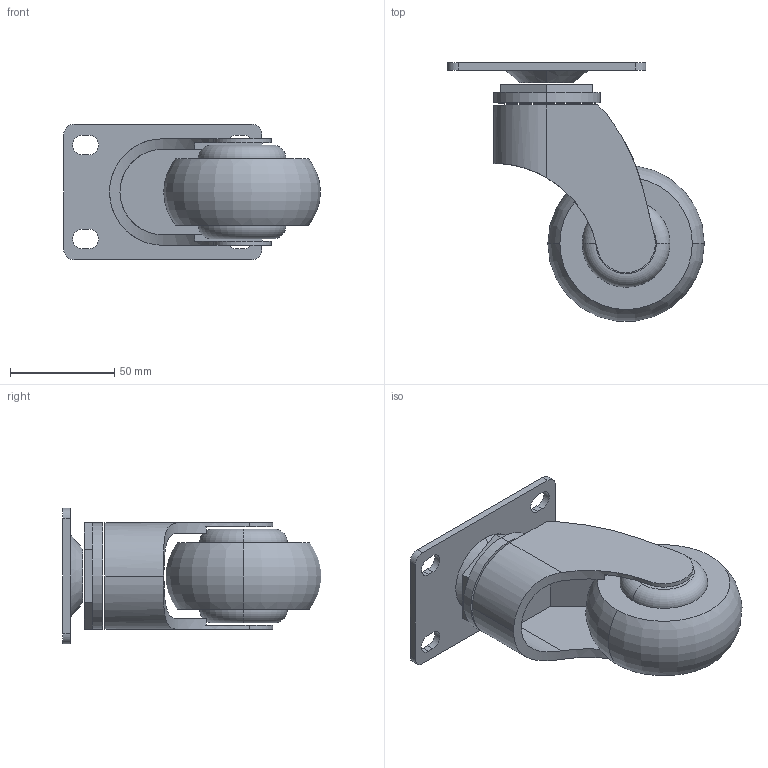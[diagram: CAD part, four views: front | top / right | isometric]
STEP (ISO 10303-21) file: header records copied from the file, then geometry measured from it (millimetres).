
FILE_DESCRIPTION (( 'STEP AP214' ), '1' );
FILE_NAME ('F001692.step', '2022-11-21T18:07:58', ( '' ), ( '' ), 'SwSTEP 2.0', 'SolidWorks 2020', '' );
FILE_SCHEMA (( 'AUTOMOTIVE_DESIGN' ));
Length unit declared in the file: millimetre
Products named in the file (1): F001692
Bounding box: 123 x 123.73 x 65 mm (x, y, z)
Volume: 229473.2 mm3; surface area: 55565.4 mm2
Topology: 4 solids, 4 shells, 80 faces, 193 edges, 124 vertices
Faces by surface type: plane 49, cylinder 23, torus 6, cone 2
Entity records: 3404 total; most frequent: CARTESIAN_POINT 514, DIRECTION 425, ORIENTED_EDGE 386, EDGE_CURVE 193, AXIS2_PLACEMENT_3D 155, VERTEX_POINT 124, VECTOR 115, LINE 115
